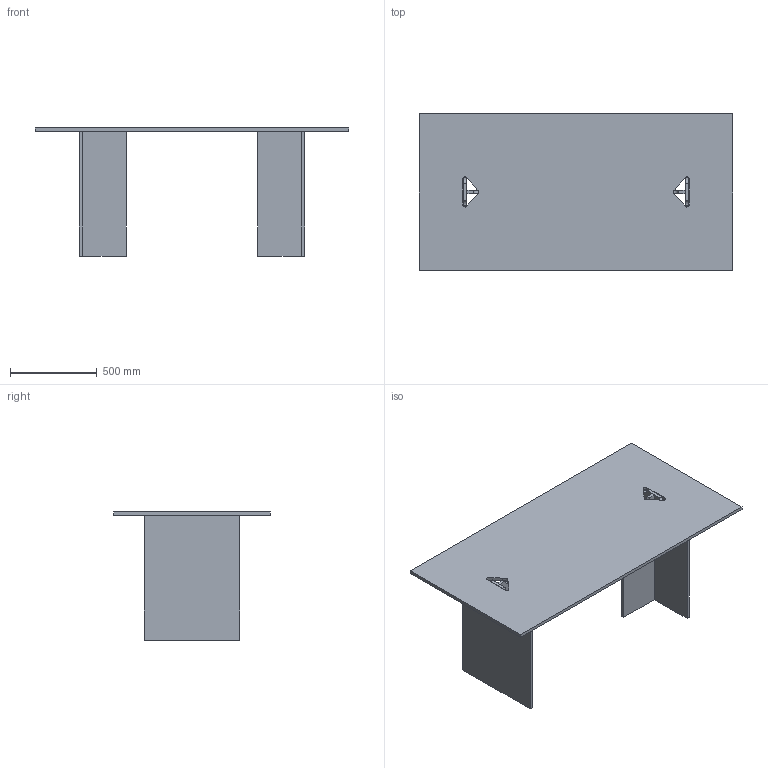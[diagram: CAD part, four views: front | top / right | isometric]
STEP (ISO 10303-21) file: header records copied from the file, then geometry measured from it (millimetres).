
FILE_DESCRIPTION(/* description */ (''),/* implementation_level */ '2;1');
FILE_NAME(/* name */ 'LLT-E-18 - LLT OFX Executive 180x90',/* time_stamp */ '2012-06-21T15:40:04+02:00',/* author */ (''),/* organization */ (''),/* preprocessor_version */ 'ST-DEVELOPER v10',/* originating_system */ '',/* authorisation */ '');
FILE_SCHEMA (('CONFIG_CONTROL_DESIGN'));
Length unit declared in the file: millimetre
Products named in the file (1): 1
Bounding box: 1800 x 900 x 737 mm (x, y, z)
Volume: 52264961.8 mm3; surface area: 5793845.7 mm2
Topology: 5 solids, 5 shells, 42 faces, 96 edges, 64 vertices
Faces by surface type: plane 32, bspline 10
Entity records: 1356 total; most frequent: CARTESIAN_POINT 586, ORIENTED_EDGE 192, EDGE_CURVE 96, B_SPLINE_CURVE_WITH_KNOTS 84, VERTEX_POINT 64, EDGE_LOOP 46, ADVANCED_FACE 42, FACE_OUTER_BOUND 42
